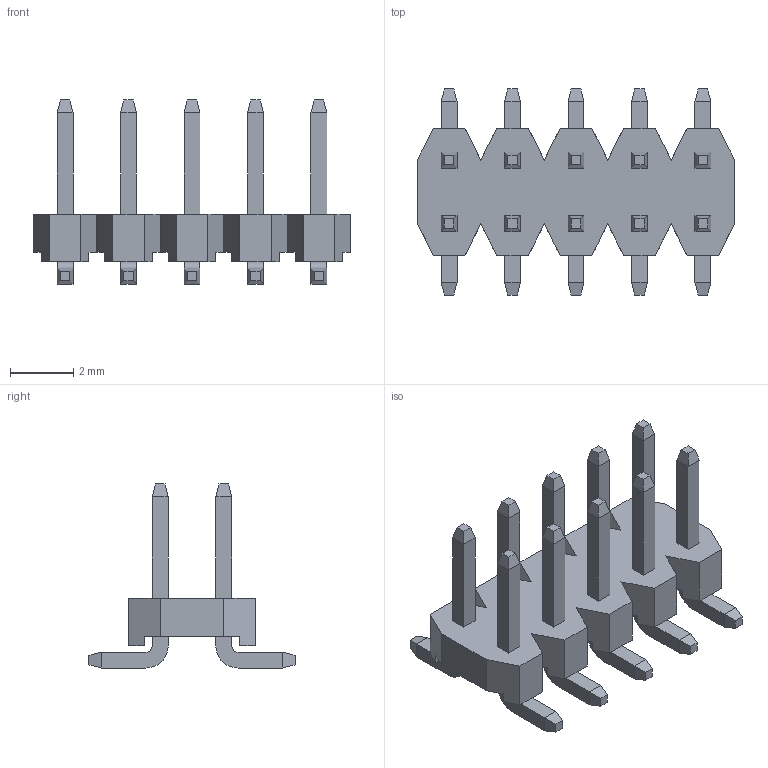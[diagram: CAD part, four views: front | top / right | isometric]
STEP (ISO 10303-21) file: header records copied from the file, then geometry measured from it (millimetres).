
FILE_DESCRIPTION(('FreeCAD Model'),'2;1');
FILE_NAME( 'smd_pin_header_5x2.step', '2015-08-06T16:16:31',('Author'),('Robit'), 'Open CASCADE STEP processor 6.8','FreeCAD','Unknown');
FILE_SCHEMA(('AUTOMOTIVE_DESIGN_CC2 { 1 2 10303 214 -1 1 5 4 }'));
Length unit declared in the file: millimetre
Products named in the file (1): smd_pin_header_5x2
Bounding box: 10 x 6.5 x 5.8 mm (x, y, z)
Volume: 59.2 mm3; surface area: 252.6 mm2
Topology: 1 solids, 1 shells, 284 faces, 736 edges, 464 vertices
Faces by surface type: plane 264, cylinder 20
Entity records: 20104 total; most frequent: CARTESIAN_POINT 3222, DIRECTION 2753, LINE 2103, VECTOR 2103, ORIENTED_EDGE 1472, PCURVE 1472, DEFINITIONAL_REPRESENTATION 1472, EDGE_CURVE 736
